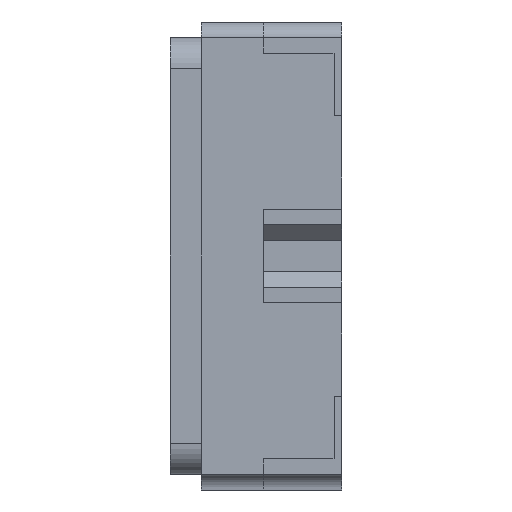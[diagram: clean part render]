
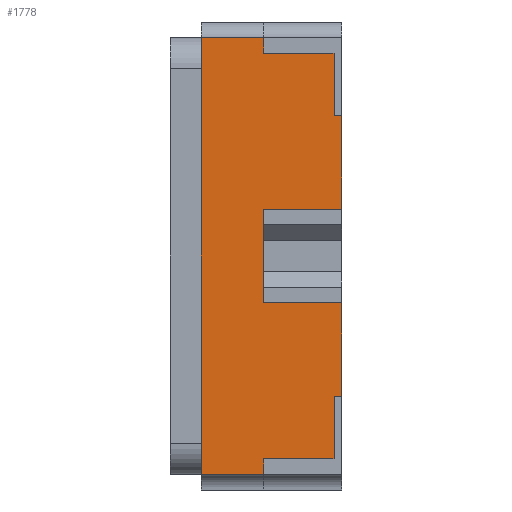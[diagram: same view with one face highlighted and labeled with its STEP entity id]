
A CAD part, left-side view. The second image highlights one B-rep face of the part: STEP entity #1778.
In plain terms, the highlighted planar face has unit normal (-1, 0, 0).
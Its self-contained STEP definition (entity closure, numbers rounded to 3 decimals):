
#2 = VERTEX_POINT ( 'NONE', #2124 ) ;
#5 = VERTEX_POINT ( 'NONE', #2345 ) ;
#12 = DIRECTION ( 'NONE',  ( 0., 0., 1. ) ) ;
#19 = DIRECTION ( 'NONE',  ( 0., -1., 0. ) ) ;
#63 = EDGE_CURVE ( 'NONE', #2673, #2616, #224, .T. ) ;
#65 = DIRECTION ( 'NONE',  ( 0., 0., 1. ) ) ;
#96 = VECTOR ( 'NONE', #1097, 1000. ) ;
#104 = LINE ( 'NONE', #3128, #502 ) ;
#115 = LINE ( 'NONE', #2860, #162 ) ;
#162 = VECTOR ( 'NONE', #1187, 1000. ) ;
#197 = CARTESIAN_POINT ( 'NONE',  ( -1.5, 0.5, -1.4 ) ) ;
#198 = VERTEX_POINT ( 'NONE', #317 ) ;
#224 = LINE ( 'NONE', #1868, #3417 ) ;
#290 = ORIENTED_EDGE ( 'NONE', *, *, #63, .T. ) ;
#291 = CARTESIAN_POINT ( 'NONE',  ( -1.5, 0.5, 0.3 ) ) ;
#304 = VERTEX_POINT ( 'NONE', #3244 ) ;
#309 = CARTESIAN_POINT ( 'NONE',  ( -1.5, 0., 0.9 ) ) ;
#317 = CARTESIAN_POINT ( 'NONE',  ( -1.5, 0.5, 1.3 ) ) ;
#343 = VECTOR ( 'NONE', #3116, 1000. ) ;
#358 = EDGE_CURVE ( 'NONE', #932, #909, #2169, .T. ) ;
#451 = VERTEX_POINT ( 'NONE', #821 ) ;
#453 = DIRECTION ( 'NONE',  ( 0., 0., 1. ) ) ;
#454 = LINE ( 'NONE', #2112, #902 ) ;
#461 = DIRECTION ( 'NONE',  ( 1., 0., 0. ) ) ;
#502 = VECTOR ( 'NONE', #1599, 1000. ) ;
#567 = CARTESIAN_POINT ( 'NONE',  ( -1.5, 0.9, 1.4 ) ) ;
#568 = ORIENTED_EDGE ( 'NONE', *, *, #1464, .F. ) ;
#619 = CARTESIAN_POINT ( 'NONE',  ( -1.5, 0.05, 0.9 ) ) ;
#649 = VERTEX_POINT ( 'NONE', #2420 ) ;
#675 = EDGE_CURVE ( 'NONE', #2033, #909, #454, .T. ) ;
#729 = ORIENTED_EDGE ( 'NONE', *, *, #675, .F. ) ;
#738 = VERTEX_POINT ( 'NONE', #291 ) ;
#771 = ORIENTED_EDGE ( 'NONE', *, *, #3122, .T. ) ;
#791 = LINE ( 'NONE', #2232, #3375 ) ;
#800 = LINE ( 'NONE', #1609, #96 ) ;
#815 = CARTESIAN_POINT ( 'NONE',  ( -1.5, 0.5, -0.2 ) ) ;
#821 = CARTESIAN_POINT ( 'NONE',  ( -1.5, 0.05, -1.3 ) ) ;
#863 = CARTESIAN_POINT ( 'NONE',  ( -1.5, 0.05, -1.3 ) ) ;
#893 = DIRECTION ( 'NONE',  ( 0., 0., 1. ) ) ;
#902 = VECTOR ( 'NONE', #2384, 1000. ) ;
#909 = VERTEX_POINT ( 'NONE', #1920 ) ;
#918 = ORIENTED_EDGE ( 'NONE', *, *, #3478, .T. ) ;
#923 = ORIENTED_EDGE ( 'NONE', *, *, #1721, .T. ) ;
#932 = VERTEX_POINT ( 'NONE', #1547 ) ;
#959 = VECTOR ( 'NONE', #2085, 1000. ) ;
#995 = DIRECTION ( 'NONE',  ( 0., 0., -1. ) ) ;
#1031 = DIRECTION ( 'NONE',  ( 0., 0., 1. ) ) ;
#1033 = CARTESIAN_POINT ( 'NONE',  ( -1.5, 0.9, 1.5 ) ) ;
#1093 = ORIENTED_EDGE ( 'NONE', *, *, #2557, .F. ) ;
#1097 = DIRECTION ( 'NONE',  ( 0., 1., 0. ) ) ;
#1105 = VERTEX_POINT ( 'NONE', #309 ) ;
#1140 = ORIENTED_EDGE ( 'NONE', *, *, #3460, .T. ) ;
#1187 = DIRECTION ( 'NONE',  ( 0., 1., 0. ) ) ;
#1201 = AXIS2_PLACEMENT_3D ( 'NONE', #1033, #461, #995 ) ;
#1232 = LINE ( 'NONE', #3393, #2953 ) ;
#1253 = DIRECTION ( 'NONE',  ( 0., 0., 1. ) ) ;
#1304 = PLANE ( 'NONE',  #1201 ) ;
#1378 = EDGE_CURVE ( 'NONE', #3422, #2, #791, .T. ) ;
#1396 = ORIENTED_EDGE ( 'NONE', *, *, #3429, .T. ) ;
#1464 = EDGE_CURVE ( 'NONE', #451, #2616, #3325, .T. ) ;
#1472 = CARTESIAN_POINT ( 'NONE',  ( -1.5, 0., 1.5 ) ) ;
#1494 = EDGE_LOOP ( 'NONE', ( #923, #918, #3525, #729, #1140, #2944, #771, #1093, #3377, #1396, #2726, #3107, #2299, #2431, #290, #568 ) ) ;
#1505 = CARTESIAN_POINT ( 'NONE',  ( -1.5, 0.5, 0.9 ) ) ;
#1547 = CARTESIAN_POINT ( 'NONE',  ( -1.5, 0., -0.9 ) ) ;
#1585 = LINE ( 'NONE', #2695, #3373 ) ;
#1599 = DIRECTION ( 'NONE',  ( 0., 0., 1. ) ) ;
#1609 = CARTESIAN_POINT ( 'NONE',  ( -1.5, 0.05, 1.3 ) ) ;
#1630 = EDGE_CURVE ( 'NONE', #198, #2, #104, .T. ) ;
#1642 = LINE ( 'NONE', #815, #2445 ) ;
#1650 = VECTOR ( 'NONE', #893, 1000. ) ;
#1654 = LINE ( 'NONE', #2464, #2722 ) ;
#1721 = EDGE_CURVE ( 'NONE', #451, #5, #1654, .T. ) ;
#1778 = ADVANCED_FACE ( 'NONE', ( #1841 ), #1304, .F. ) ;
#1841 = FACE_OUTER_BOUND ( 'NONE', #1494, .T. ) ;
#1868 = CARTESIAN_POINT ( 'NONE',  ( -1.5, 0.5, -1.5 ) ) ;
#1873 = VECTOR ( 'NONE', #65, 1000. ) ;
#1896 = DIRECTION ( 'NONE',  ( 0., -1., 0. ) ) ;
#1920 = CARTESIAN_POINT ( 'NONE',  ( -1.5, 0., -0.3 ) ) ;
#2014 = LINE ( 'NONE', #1505, #343 ) ;
#2033 = VERTEX_POINT ( 'NONE', #2482 ) ;
#2085 = DIRECTION ( 'NONE',  ( 0., 1., 0. ) ) ;
#2087 = EDGE_CURVE ( 'NONE', #2673, #2823, #115, .T. ) ;
#2112 = CARTESIAN_POINT ( 'NONE',  ( -1.5, 0.5, -0.3 ) ) ;
#2122 = CARTESIAN_POINT ( 'NONE',  ( -1.5, 0.5, -1.3 ) ) ;
#2124 = CARTESIAN_POINT ( 'NONE',  ( -1.5, 0.5, 1.4 ) ) ;
#2153 = VECTOR ( 'NONE', #1031, 1000. ) ;
#2169 = LINE ( 'NONE', #2945, #2153 ) ;
#2232 = CARTESIAN_POINT ( 'NONE',  ( -1.5, 0.9, 1.4 ) ) ;
#2299 = ORIENTED_EDGE ( 'NONE', *, *, #3217, .F. ) ;
#2345 = CARTESIAN_POINT ( 'NONE',  ( -1.5, 0.05, -0.9 ) ) ;
#2384 = DIRECTION ( 'NONE',  ( 0., -1., 0. ) ) ;
#2385 = DIRECTION ( 'NONE',  ( 0., 0., 1. ) ) ;
#2420 = CARTESIAN_POINT ( 'NONE',  ( -1.5, 0., 0.3 ) ) ;
#2431 = ORIENTED_EDGE ( 'NONE', *, *, #2087, .F. ) ;
#2445 = VECTOR ( 'NONE', #2385, 1000. ) ;
#2464 = CARTESIAN_POINT ( 'NONE',  ( -1.5, 0.05, -1.3 ) ) ;
#2482 = CARTESIAN_POINT ( 'NONE',  ( -1.5, 0.5, -0.3 ) ) ;
#2492 = LINE ( 'NONE', #3114, #3085 ) ;
#2534 = LINE ( 'NONE', #3386, #1873 ) ;
#2536 = EDGE_CURVE ( 'NONE', #3143, #304, #1232, .T. ) ;
#2557 = EDGE_CURVE ( 'NONE', #3143, #1105, #2014, .T. ) ;
#2616 = VERTEX_POINT ( 'NONE', #2122 ) ;
#2643 = EDGE_CURVE ( 'NONE', #738, #649, #1585, .T. ) ;
#2667 = DIRECTION ( 'NONE',  ( 0., -1., 0. ) ) ;
#2673 = VERTEX_POINT ( 'NONE', #197 ) ;
#2695 = CARTESIAN_POINT ( 'NONE',  ( -1.5, 0.5, 0.3 ) ) ;
#2722 = VECTOR ( 'NONE', #12, 1000. ) ;
#2726 = ORIENTED_EDGE ( 'NONE', *, *, #1630, .T. ) ;
#2823 = VERTEX_POINT ( 'NONE', #3234 ) ;
#2860 = CARTESIAN_POINT ( 'NONE',  ( -1.5, 0.9, -1.4 ) ) ;
#2944 = ORIENTED_EDGE ( 'NONE', *, *, #2643, .T. ) ;
#2945 = CARTESIAN_POINT ( 'NONE',  ( -1.5, 0., 1.5 ) ) ;
#2953 = VECTOR ( 'NONE', #1253, 1000. ) ;
#3085 = VECTOR ( 'NONE', #19, 1000. ) ;
#3107 = ORIENTED_EDGE ( 'NONE', *, *, #1378, .F. ) ;
#3114 = CARTESIAN_POINT ( 'NONE',  ( -1.5, 0.5, -0.9 ) ) ;
#3116 = DIRECTION ( 'NONE',  ( 0., -1., 0. ) ) ;
#3122 = EDGE_CURVE ( 'NONE', #649, #1105, #3355, .T. ) ;
#3128 = CARTESIAN_POINT ( 'NONE',  ( -1.5, 0.5, 0.9 ) ) ;
#3143 = VERTEX_POINT ( 'NONE', #619 ) ;
#3217 = EDGE_CURVE ( 'NONE', #2823, #3422, #2534, .T. ) ;
#3234 = CARTESIAN_POINT ( 'NONE',  ( -1.5, 0.9, -1.4 ) ) ;
#3244 = CARTESIAN_POINT ( 'NONE',  ( -1.5, 0.05, 1.3 ) ) ;
#3325 = LINE ( 'NONE', #863, #959 ) ;
#3355 = LINE ( 'NONE', #1472, #1650 ) ;
#3373 = VECTOR ( 'NONE', #2667, 1000. ) ;
#3375 = VECTOR ( 'NONE', #1896, 1000. ) ;
#3377 = ORIENTED_EDGE ( 'NONE', *, *, #2536, .T. ) ;
#3386 = CARTESIAN_POINT ( 'NONE',  ( -1.5, 0.9, 1.5 ) ) ;
#3393 = CARTESIAN_POINT ( 'NONE',  ( -1.5, 0.05, 0.9 ) ) ;
#3417 = VECTOR ( 'NONE', #453, 1000. ) ;
#3422 = VERTEX_POINT ( 'NONE', #567 ) ;
#3429 = EDGE_CURVE ( 'NONE', #304, #198, #800, .T. ) ;
#3460 = EDGE_CURVE ( 'NONE', #2033, #738, #1642, .T. ) ;
#3478 = EDGE_CURVE ( 'NONE', #5, #932, #2492, .T. ) ;
#3525 = ORIENTED_EDGE ( 'NONE', *, *, #358, .T. ) ;
